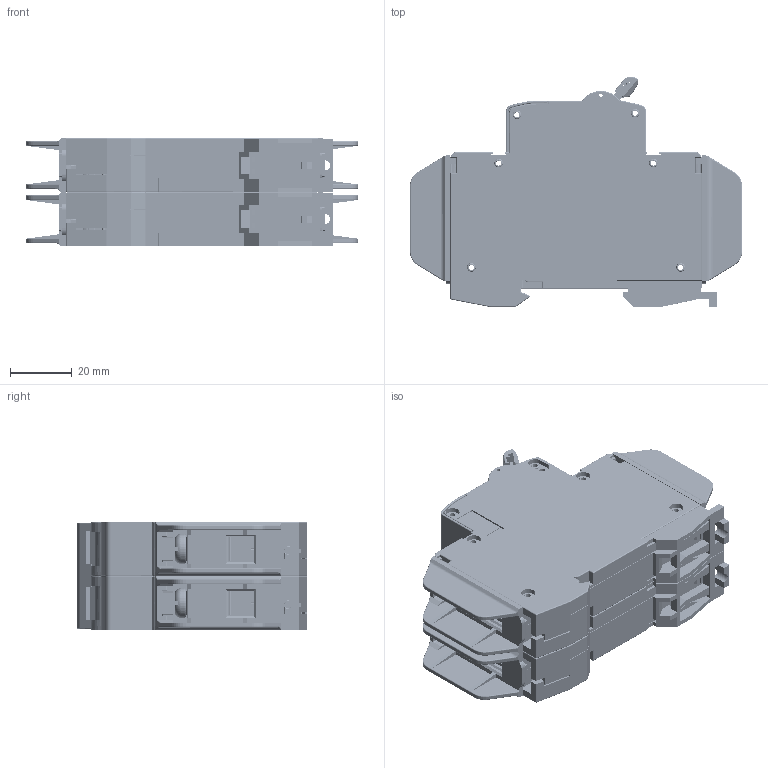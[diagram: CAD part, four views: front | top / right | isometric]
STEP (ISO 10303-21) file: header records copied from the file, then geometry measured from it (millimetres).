
FILE_DESCRIPTION(/* description */ ('1110 Series MCB. UL 489B, Two Pole Assembly'),/* implementation_level */ '2;1');
FILE_NAME(/* name */ 'UL 489B Branch Circuit Breaker, 2-Pole.stp',/* time_stamp */ '2023-10-10T13:46:46+05:30',/* author */ ('pgurav'),/* organization */ (''),/* preprocessor_version */ 'ST-DEVELOPER v19.2',/* originating_system */ 'Autodesk Inventor 2024',/* authorisation */ '');
FILE_SCHEMA (('AUTOMOTIVE_DESIGN { 1 0 10303 214 3 1 1 }'));
Products named in the file (1): UL 489B Branch Circuit Breaker, 2-Pole
Bounding box: 107.2 x 74.34 x 35.15 mm (x, y, z)
Volume: 68818 mm3; surface area: 108382 mm2
Topology: 38 solids, 38 shells, 6485 faces, 16911 edges, 10675 vertices
Faces by surface type: plane 4009, cylinder 1835, torus 272, bspline 205, sphere 128, cone 36
Full cylindrical faces by diameter (mm): 1.3 x4, 1.5 x4, 1.6 x2, 1.7 x10, 1.9 x8, 2 x12, 2.2 x32, 2.4 x40, 2.8 x16, 3.2 x16, 3.3 x6, 3.4 x18, 4.3 x12, 4.4 x4, 4.5 x20, 4.9 x76, 5.4 x4, 7 x2, 9.6 x4
Entity records: 279072 total; most frequent: CARTESIAN_POINT 112534, ORIENTED_EDGE 33822, DIRECTION 32486, EDGE_CURVE 16911, LINE 12238, VECTOR 12238, VERTEX_POINT 10675, AXIS2_PLACEMENT_3D 10124
